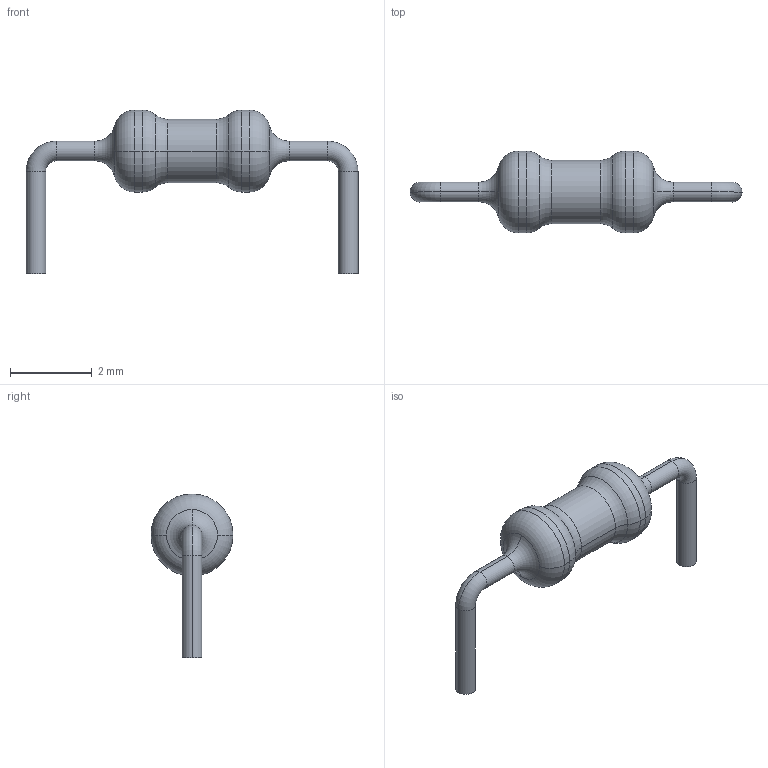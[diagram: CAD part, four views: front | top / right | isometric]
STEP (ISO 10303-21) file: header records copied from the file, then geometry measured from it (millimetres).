
FILE_DESCRIPTION(('FreeCAD Model'),'2;1');
FILE_NAME('E7948058-D261-41F8-9C7D-26EE77742E89.step', '2016-02-27T22:06:03',('Author'),(''), 'Open CASCADE STEP processor 6.8','FreeCAD','Unknown');
FILE_SCHEMA(('AUTOMOTIVE_DESIGN_CC2 { 1 2 10303 214 -1 1 5 4 }'));
Length unit declared in the file: millimetre
Products named in the file (2): ASSEMBLY; E7948058-D261-41F8-9C7D-26EE77742E89
Assembly tree (1 placements, depth 2):
  ASSEMBLY
    E7948058-D261-41F8-9C7D-26EE77742E89
Bounding box: 8.1 x 2 x 4 mm (x, y, z)
Volume: 10.9 mm3; surface area: 39.1 mm2
Topology: 1 solids, 1 shells, 36 faces, 74 edges, 40 vertices
Faces by surface type: torus 20, cylinder 14, plane 2
Entity records: 5368 total; most frequent: CARTESIAN_POINT 3756, DIRECTION 214, ORIENTED_EDGE 148, PCURVE 148, DEFINITIONAL_REPRESENTATION 148, B_SPLINE_CURVE_WITH_KNOTS 144, AXIS2_PLACEMENT_3D 98, EDGE_CURVE 74
